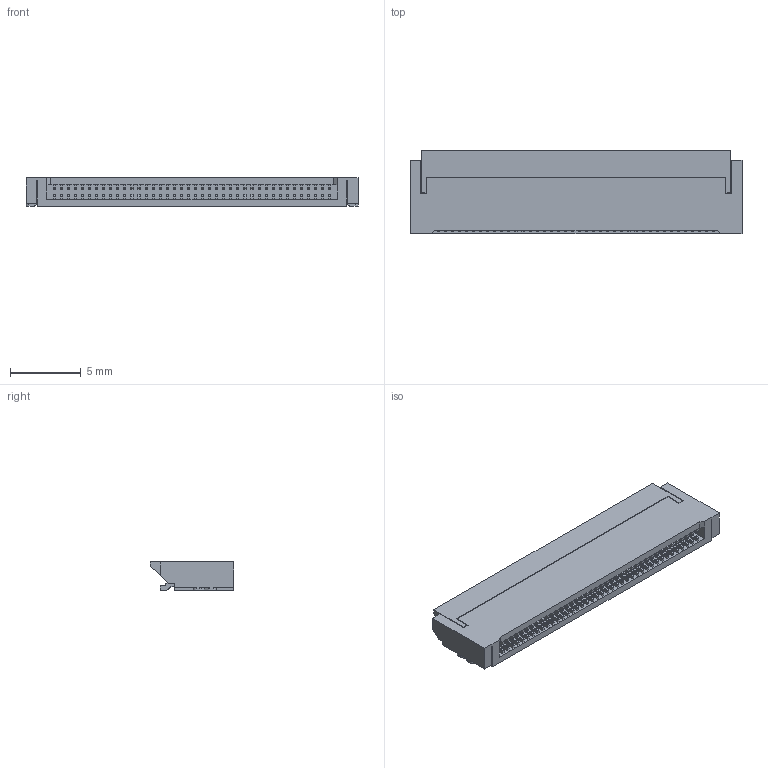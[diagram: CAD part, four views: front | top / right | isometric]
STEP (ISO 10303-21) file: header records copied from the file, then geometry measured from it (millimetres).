
FILE_DESCRIPTION(/* description */ (''),/* implementation_level */ '2;1');
FILE_NAME(/* name */ 'FPC40.step',/* time_stamp */ '2021-10-08T10:44:00+08:00',/* author */ (''),/* organization */ (''),/* preprocessor_version */ 'ST-DEVELOPER v18.1',/* originating_system */ 'Autodesk Translation Framework v10.10.0.1391',/* authorisation */ '');
FILE_SCHEMA (('AUTOMOTIVE_DESIGN { 1 0 10303 214 3 1 1 }'));
Length unit declared in the file: millimetre
Products named in the file (1): x05a20h40x
Bounding box: 23.5 x 5.9 x 2 mm (x, y, z)
Volume: 199.4 mm3; surface area: 588.2 mm2
Topology: 1 solids, 1 shells, 1035 faces, 2888 edges, 1896 vertices
Faces by surface type: plane 781, cylinder 254
Entity records: 32938 total; most frequent: CARTESIAN_POINT 5820, ORIENTED_EDGE 5776, DIRECTION 5468, EDGE_CURVE 2888, LINE 2380, VECTOR 2380, VERTEX_POINT 1896, AXIS2_PLACEMENT_3D 1544
